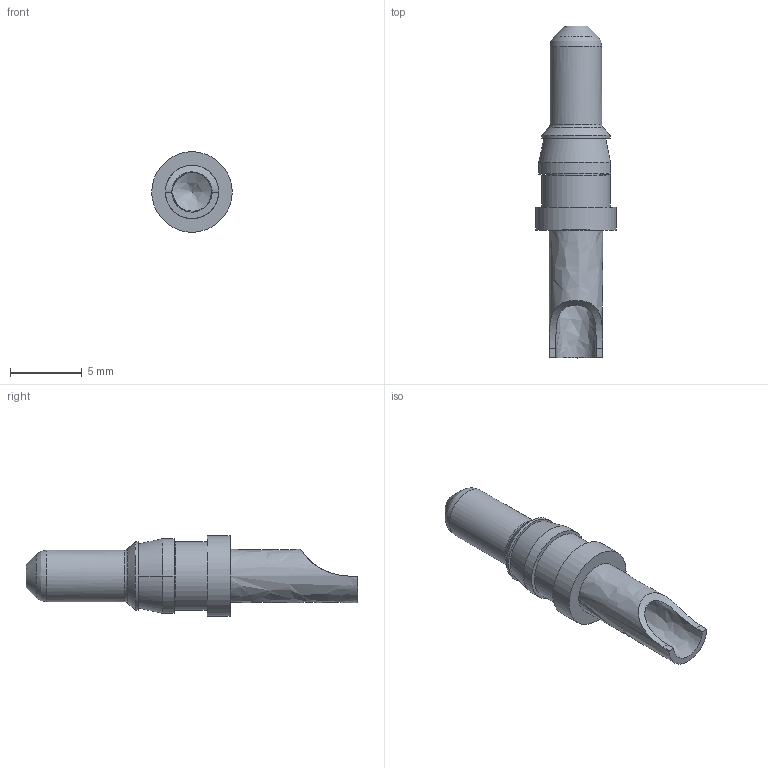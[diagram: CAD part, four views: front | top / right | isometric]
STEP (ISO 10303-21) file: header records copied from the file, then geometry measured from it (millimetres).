
FILE_DESCRIPTION((''),'2;1');
FILE_NAME( '0903_power_male_contact_solder_preleading_20A.stp','2008-02-27T11:35:40',('User'),('SDRC'),'I-DEAS Master Series 9','UNIX','Yes');
FILE_SCHEMA(('AUTOMOTIVE_DESIGN { 1 0 10303 214 1 1 1 1 }'));
Length unit declared in the file: millimetre
Products named in the file (1): 0903_power_male_contact_solder_preleading_20A
Bounding box: 5.6 x 23.1 x 5.59 mm (x, y, z)
Volume: 242.4 mm3; surface area: 452.6 mm2
Topology: 2 solids, 2 shells, 31 faces, 63 edges, 39 vertices
Faces by surface type: bspline 31
Entity records: 1044 total; most frequent: CARTESIAN_POINT 628, ORIENTED_EDGE 124, EDGE_CURVE 62, VERTEX_POINT 39, EDGE_LOOP 35, FACE_OUTER_BOUND 31, ADVANCED_FACE 31, QUASI_UNIFORM_CURVE 17
